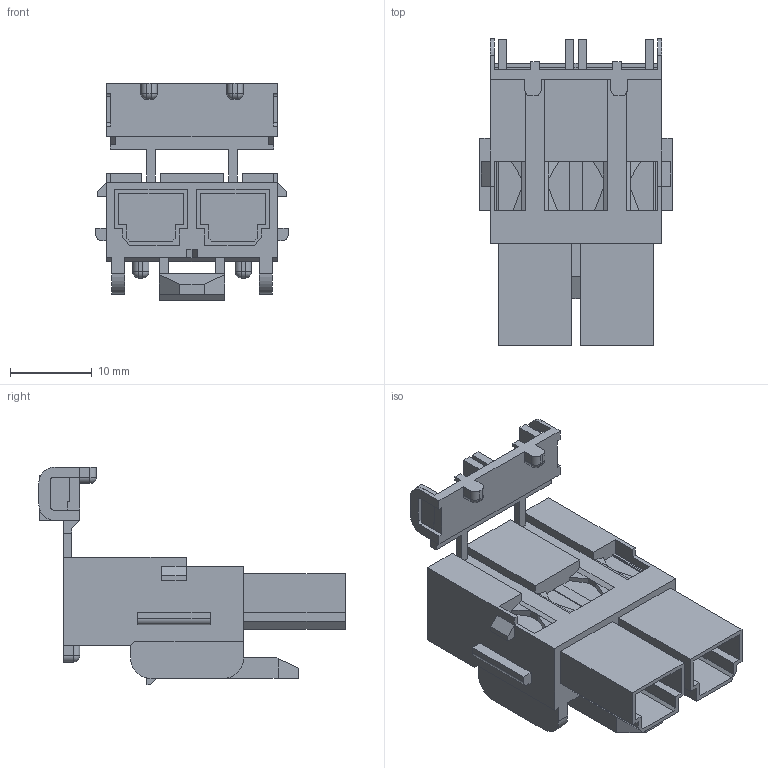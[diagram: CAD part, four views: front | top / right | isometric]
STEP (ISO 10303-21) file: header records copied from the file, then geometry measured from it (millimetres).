
FILE_DESCRIPTION((''),'2;1');
FILE_NAME('428160212','2007-07-10T',('gga'),(''),'PRO/ENGINEER BY PARAMETRIC TECHNOLOGY CORPORATION, 2003451','PRO/ENGINEER BY PARAMETRIC TECHNOLOGY CORPORATION, 2003451','');
FILE_SCHEMA(('CONFIG_CONTROL_DESIGN'));
Length unit declared in the file: millimetre
Products named in the file (1): 428160212
Bounding box: 23.5 x 37.4 x 26.6 mm (x, y, z)
Volume: 3665.8 mm3; surface area: 6119.8 mm2
Topology: 1 solids, 1 shells, 339 faces, 930 edges, 598 vertices
Faces by surface type: plane 297, cylinder 34, sphere 8
Entity records: 10562 total; most frequent: CARTESIAN_POINT 1868, ORIENTED_EDGE 1860, DIRECTION 1678, EDGE_CURVE 930, VECTOR 862, LINE 862, VERTEX_POINT 598, AXIS2_PLACEMENT_3D 408
